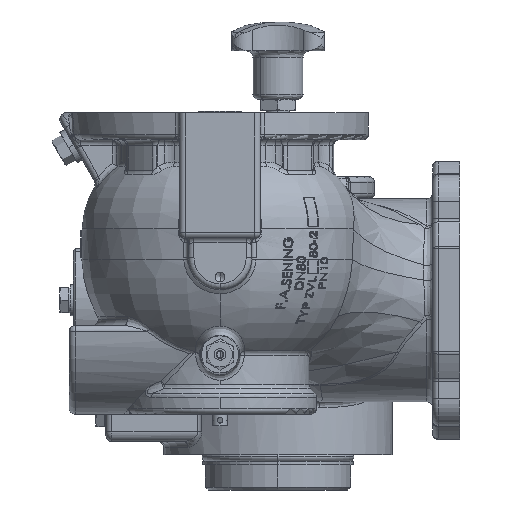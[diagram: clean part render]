
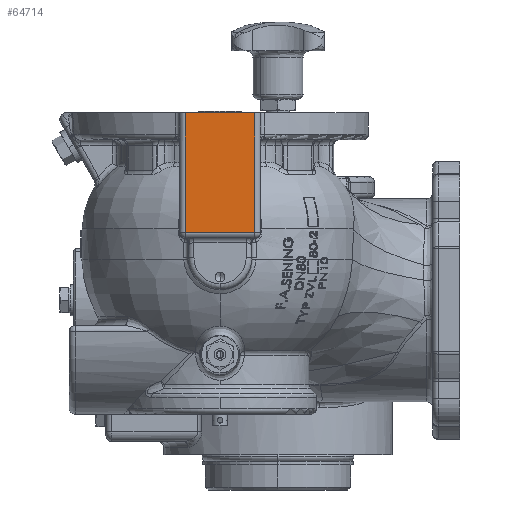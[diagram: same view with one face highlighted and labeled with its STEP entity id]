
A CAD part, left-side view. The second image highlights one B-rep face of the part: STEP entity #64714.
In plain terms, the highlighted planar face has unit normal (-1, 0, 0).
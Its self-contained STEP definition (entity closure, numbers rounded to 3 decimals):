
#1303 = CARTESIAN_POINT ( 'NONE',  ( -158.5, 106., 35. ) ) ;
#1304 = CARTESIAN_POINT ( 'NONE',  ( -158.5, 142., 35. ) ) ;
#13274 = ORIENTED_EDGE ( 'NONE', *, *, #52907, .T. ) ;
#13278 = ORIENTED_EDGE ( 'NONE', *, *, #52889, .T. ) ;
#13282 = ORIENTED_EDGE ( 'NONE', *, *, #142015, .T. ) ;
#13286 = ORIENTED_EDGE ( 'NONE', *, *, #52940, .T. ) ;
#52889 = EDGE_CURVE ( 'NONE', #138359, #63711, #60428, .T. ) ;
#52907 = EDGE_CURVE ( 'NONE', #63711, #63710, #60432, .T. ) ;
#52940 = EDGE_CURVE ( 'NONE', #63710, #138361, #60442, .T. ) ;
#55917 = CARTESIAN_POINT ( 'NONE',  ( -158.5, 145., 97. ) ) ;
#55919 = DIRECTION ( 'NONE',  ( 0., 1., 0. ) ) ;
#60428 = LINE ( 'NONE', #101306, #60429 ) ;
#60429 = VECTOR ( 'NONE', #101307, 1000. ) ;
#60432 = LINE ( 'NONE', #101323, #60433 ) ;
#60433 = VECTOR ( 'NONE', #101325, 1000. ) ;
#60442 = LINE ( 'NONE', #101346, #60443 ) ;
#60443 = VECTOR ( 'NONE', #101411, 1000. ) ;
#63710 = VERTEX_POINT ( 'NONE', #1303 ) ;
#63711 = VERTEX_POINT ( 'NONE', #1304 ) ;
#64714 = ADVANCED_FACE ( 'NONE', ( #89585 ), #122106, .T. ) ;
#78539 = EDGE_LOOP ( 'NONE', ( #13286, #13282, #13278, #13274 ) ) ;
#89585 = FACE_OUTER_BOUND ( 'NONE', #78539, .T. ) ;
#101306 = CARTESIAN_POINT ( 'NONE',  ( -158.5, 142., 32. ) ) ;
#101307 = DIRECTION ( 'NONE',  ( 0., 0., -1. ) ) ;
#101323 = CARTESIAN_POINT ( 'NONE',  ( -158.5, 103., 35. ) ) ;
#101325 = DIRECTION ( 'NONE',  ( 0., -1., 0. ) ) ;
#101346 = CARTESIAN_POINT ( 'NONE',  ( -158.5, 106., 32. ) ) ;
#101411 = DIRECTION ( 'NONE',  ( 0., 0., 1. ) ) ;
#111986 = VECTOR ( 'NONE', #55919, 1000. ) ;
#111991 = LINE ( 'NONE', #55917, #111986 ) ;
#122098 = CARTESIAN_POINT ( 'NONE',  ( -158.5, 145., 32. ) ) ;
#122106 = PLANE ( 'NONE',  #129176 ) ;
#122118 = DIRECTION ( 'NONE',  ( -1., 0., 0. ) ) ;
#122119 = DIRECTION ( 'NONE',  ( 0., 0., 1. ) ) ;
#129176 = AXIS2_PLACEMENT_3D ( 'NONE', #122098, #122118, #122119 ) ;
#129568 = CARTESIAN_POINT ( 'NONE',  ( -158.5, 142., 97. ) ) ;
#129569 = CARTESIAN_POINT ( 'NONE',  ( -158.5, 106., 97. ) ) ;
#138359 = VERTEX_POINT ( 'NONE', #129568 ) ;
#138361 = VERTEX_POINT ( 'NONE', #129569 ) ;
#142015 = EDGE_CURVE ( 'NONE', #138361, #138359, #111991, .T. ) ;
